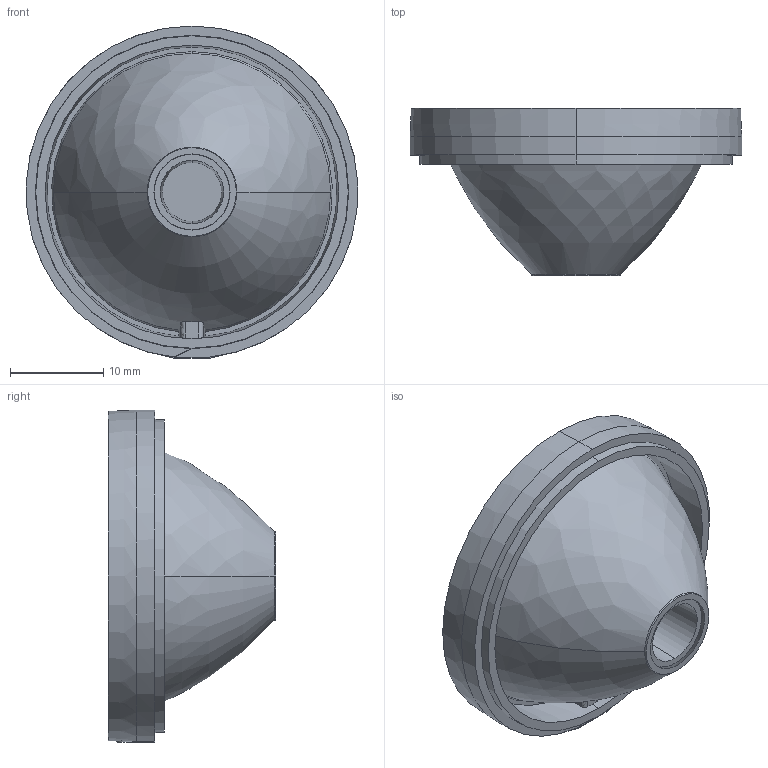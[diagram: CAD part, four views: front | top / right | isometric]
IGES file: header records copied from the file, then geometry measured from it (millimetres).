
Start section: 3D InterOp IGES (Version 21 0 3), Spatial Corp. Copyright (c) 1999-2007.
Global section: file name: a4-1428 LLC07_Client.igs; native system: Spatial Corp.; preprocessor: 3D InterOp GENERIC/IGES 3.0; author: Noname; organization: Noname; date: 20111107.113332; units: millimetre
Bounding box: 35.49 x 17.93 x 35.54 mm (x, y, z)
Surface area: 3750.4 mm2 (no closed solid volume)
Topology: 0 solids, 0 shells, 36 faces, 178 edges, 178 vertices
Faces by surface type: revolution 22, extrusion 14
